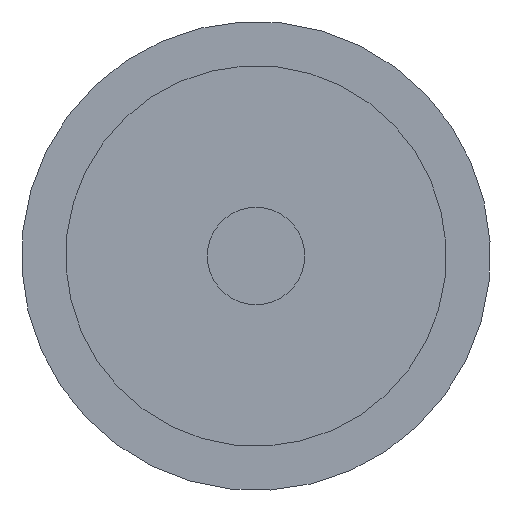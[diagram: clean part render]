
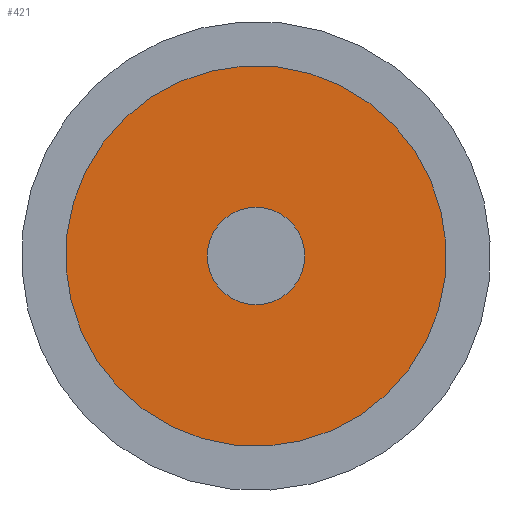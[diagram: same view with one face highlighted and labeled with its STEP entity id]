
A CAD part, front view. The second image highlights one B-rep face of the part: STEP entity #421.
In plain terms, the highlighted planar face has unit normal (0, -1, 0).
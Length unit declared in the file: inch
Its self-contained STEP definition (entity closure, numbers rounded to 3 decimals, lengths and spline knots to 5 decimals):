
#33 = AXIS2_PLACEMENT_3D ( 'NONE', #544, #589, #741 ) ;
#37 = CIRCLE ( 'NONE', #33, 0.0625 ) ;
#112 = ORIENTED_EDGE ( 'NONE', *, *, #424, .T. ) ;
#113 = ORIENTED_EDGE ( 'NONE', *, *, #427, .F. ) ;
#126 = ORIENTED_EDGE ( 'NONE', *, *, #201, .F. ) ;
#137 = ORIENTED_EDGE ( 'NONE', *, *, #199, .T. ) ;
#164 = CIRCLE ( 'NONE', #165, 0.016 ) ;
#165 = AXIS2_PLACEMENT_3D ( 'NONE', #529, #618, #716 ) ;
#168 = AXIS2_PLACEMENT_3D ( 'NONE', #498, #590, #554 ) ;
#169 = CIRCLE ( 'NONE', #168, 0.0625 ) ;
#197 = AXIS2_PLACEMENT_3D ( 'NONE', #450, #483, #643 ) ;
#199 = EDGE_CURVE ( 'NONE', #252, #251, #776, .T. ) ;
#201 = EDGE_CURVE ( 'NONE', #229, #237, #37, .T. ) ;
#229 = VERTEX_POINT ( 'NONE', #469 ) ;
#237 = VERTEX_POINT ( 'NONE', #586 ) ;
#251 = VERTEX_POINT ( 'NONE', #701 ) ;
#252 = VERTEX_POINT ( 'NONE', #737 ) ;
#312 = EDGE_LOOP ( 'NONE', ( #112, #137 ) ) ;
#410 = EDGE_LOOP ( 'NONE', ( #113, #126 ) ) ;
#421 = ADVANCED_FACE ( 'NONE', ( #640, #459 ), #604, .F. ) ;
#424 = EDGE_CURVE ( 'NONE', #251, #252, #164, .T. ) ;
#427 = EDGE_CURVE ( 'NONE', #237, #229, #169, .T. ) ;
#450 = CARTESIAN_POINT ( 'NONE',  ( -0.75236, -0.53873, 0.02076 ) ) ;
#459 = FACE_BOUND ( 'NONE', #312, .T. ) ;
#469 = CARTESIAN_POINT ( 'NONE',  ( -0.73769, -0.53873, -0.03999 ) ) ;
#483 = DIRECTION ( 'NONE',  ( 0., 1., 0. ) ) ;
#498 = CARTESIAN_POINT ( 'NONE',  ( -0.75236, -0.53873, 0.02076 ) ) ;
#529 = CARTESIAN_POINT ( 'NONE',  ( -0.75236, -0.53873, 0.02076 ) ) ;
#544 = CARTESIAN_POINT ( 'NONE',  ( -0.75236, -0.53873, 0.02076 ) ) ;
#554 = DIRECTION ( 'NONE',  ( 0., 0., 1. ) ) ;
#586 = CARTESIAN_POINT ( 'NONE',  ( -0.76703, -0.53873, 0.08151 ) ) ;
#589 = DIRECTION ( 'NONE',  ( 0., 1., 0. ) ) ;
#590 = DIRECTION ( 'NONE',  ( 0., 1., 0. ) ) ;
#604 = PLANE ( 'NONE',  #197 ) ;
#618 = DIRECTION ( 'NONE',  ( 0., 1., 0. ) ) ;
#627 = CARTESIAN_POINT ( 'NONE',  ( -0.75236, -0.53873, 0.02076 ) ) ;
#640 = FACE_OUTER_BOUND ( 'NONE', #410, .T. ) ;
#643 = DIRECTION ( 'NONE',  ( 0., 0., 1. ) ) ;
#701 = CARTESIAN_POINT ( 'NONE',  ( -0.76836, -0.53873, 0.02076 ) ) ;
#713 = DIRECTION ( 'NONE',  ( 0., 0., 1. ) ) ;
#716 = DIRECTION ( 'NONE',  ( 0., 0., 1. ) ) ;
#718 = DIRECTION ( 'NONE',  ( 0., 1., 0. ) ) ;
#737 = CARTESIAN_POINT ( 'NONE',  ( -0.73636, -0.53873, 0.02076 ) ) ;
#741 = DIRECTION ( 'NONE',  ( 0., 0., 1. ) ) ;
#775 = AXIS2_PLACEMENT_3D ( 'NONE', #627, #718, #713 ) ;
#776 = CIRCLE ( 'NONE', #775, 0.016 ) ;
